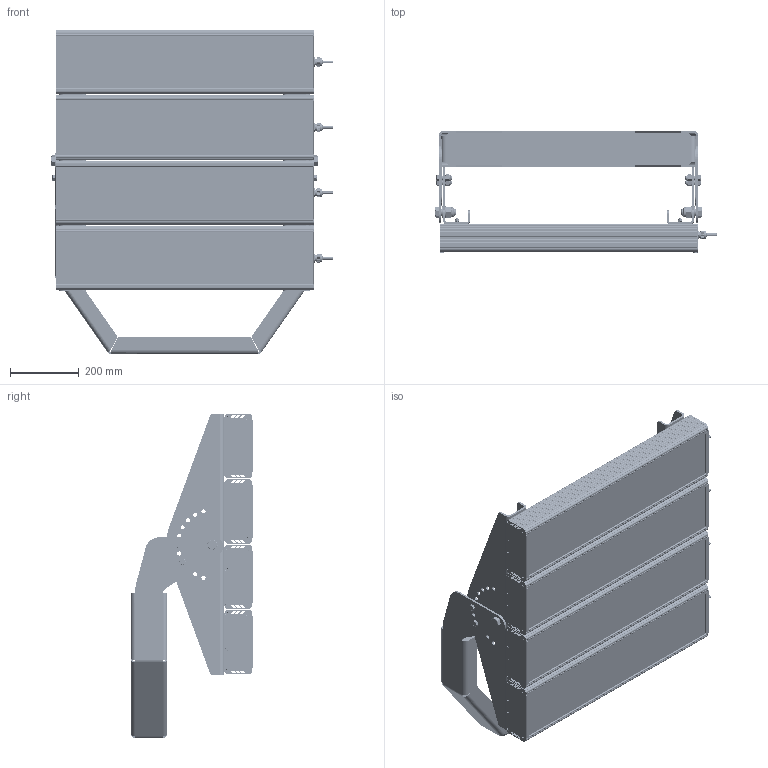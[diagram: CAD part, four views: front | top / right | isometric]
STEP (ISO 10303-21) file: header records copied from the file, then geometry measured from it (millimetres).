
FILE_DESCRIPTION(('STEP AP214'), '1');
FILE_NAME('001.0084.04.000 - ÃÑÓ Ýêñòðà Ì 600 (4õ150)', '', ('UNSPECIFIED'), ('UNSPECIFIED'), 'C3D Converter', 'C3D Toolkit', '');
FILE_SCHEMA(('AUTOMOTIVE_DESIGN { 1 0 10303 214 3 1 1}'));
Length unit declared in the file: millimetre
Products named in the file (55): 001.0084.04.000; 001.0054.03.000; 001.0054.03.001х4; 001.0054.03.001х4-01; 001.0054.01.100; 001.0054.01.101; 001.0054.01.102; 001.0054.01.103
Assembly tree (113 placements, depth 4):
  001.0084.04.000
    001.0054.03.000
      001.0054.03.001х4
      001.0054.03.001х4-01
      (unnamed)
      (unnamed)  x4
      (unnamed)  x4
      (unnamed)  x3
      (unnamed)  x4
      (unnamed)  x4
      (unnamed)  x4
      001.0054.01.100
        001.0054.01.101
        001.0054.01.102
        001.0054.01.102
        001.0054.01.103
      (unnamed)
      (unnamed)  x2
      (unnamed)
      (unnamed)
      (unnamed)
      (unnamed)
      (unnamed)
      (unnamed)
      (unnamed)
      (unnamed)
      (unnamed)
      (unnamed)
      (unnamed)  x2
      (unnamed)
      (unnamed)
      (unnamed)
      (unnamed)
      (unnamed)
    (unnamed)  x4
      (unnamed)
      (unnamed)
      (unnamed)
      (unnamed)
      (unnamed)
      (unnamed)
      (unnamed)
      (unnamed)
      (unnamed)
        (unnamed)
      (unnamed)
        (unnamed)
        (unnamed)  x13
        (unnamed)
        (unnamed)
        (unnamed)
        (unnamed)
        (unnamed)
        (unnamed)
        (unnamed)
Bounding box: 819.43 x 356.1 x 942.69 mm (x, y, z)
Volume: 13268890.6 mm3; surface area: 8492966 mm2
Topology: 2178 solids, 2178 shells, 23625 faces, 55993 edges, 37392 vertices
Faces by surface type: plane 16252, cylinder 6415, cone 538, bspline 292, torus 64, sphere 64
Full cylindrical faces by diameter (mm): 1 x64, 2 x128, 2.5 x256, 2.8 x1600, 3.2 x64, 3.5 x320, 4 x48, 4.917 x8, 6 x8, 6.4 x8, 6.75 x8, 8 x48, 10 x8, 10.106 x4, 11 x8, 12 x42, 12.5 x4, 13 x8, 14 x3, 16 x4, 17.294 x2, 18 x4, 18.5 x12, 20 x10, 21 x4, 21.6 x2, 22 x4, 23.5 x4, 30 x2, 34 x4
Entity records: 128498 total; most frequent: CARTESIAN_POINT 54249, DIRECTION 11850, ORIENTED_EDGE 11194, EDGE_CURVE 5597, AXIS2_PLACEMENT_3D 4327, VERTEX_POINT 3809, LINE 3196, VECTOR 3196
